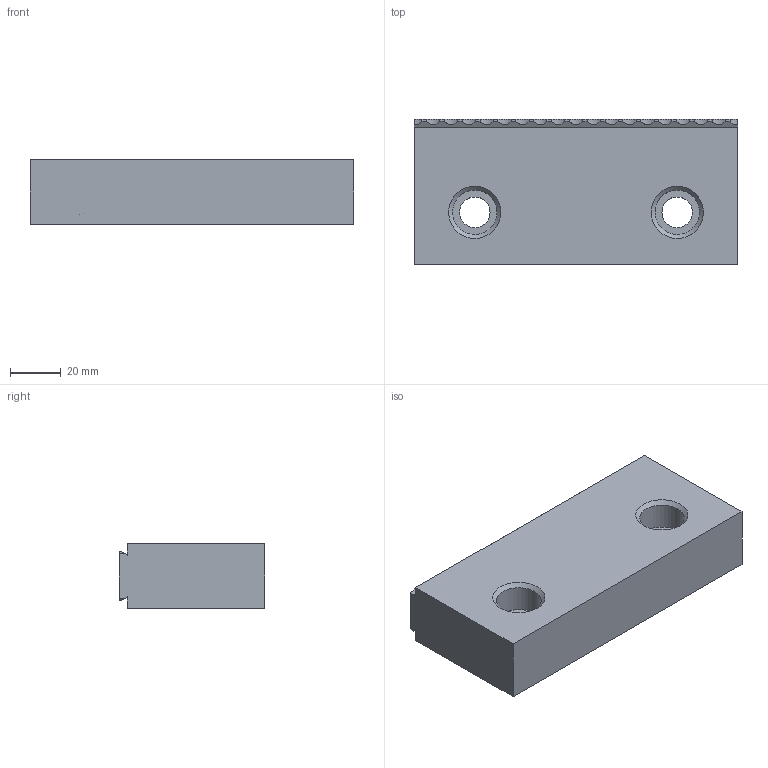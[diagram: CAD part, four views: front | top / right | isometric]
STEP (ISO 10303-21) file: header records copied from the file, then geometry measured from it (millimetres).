
FILE_DESCRIPTION(/* description */ ('','CAx-IF Rec.Pracs.---Representation and Presentation of Product Manufacturing Information (PMI)---4.0---2014-10-13'),/* implementation_level */ '2;1');
FILE_NAME(/* name */ '3ATT509L06.stp',/* time_stamp */ '2021-08-27T16:37:39+08:00',/* author */ ('AUTOWELL002'),/* organization */ (''),/* preprocessor_version */ 'ST-DEVELOPER v18',/* originating_system */ 'Autodesk Inventor 2020',/* authorisation */ '');
FILE_SCHEMA (('AP242_MANAGED_MODEL_BASED_3D_ENGINEERING_MIM_LF { 1 0 10303 442 1 1 4 }'));
Length unit declared in the file: millimetre
Products named in the file (1): 3ATT509L06
Bounding box: 127 x 57.15 x 25.4 mm (x, y, z)
Volume: 172266.1 mm3; surface area: 25883 mm2
Topology: 1 solids, 1 shells, 94 faces, 289 edges, 218 vertices
Faces by surface type: plane 48, cylinder 42, cone 4
Full cylindrical faces by diameter (mm): 12 x2, 17.5 x2
Entity records: 3346 total; most frequent: CARTESIAN_POINT 600, DIRECTION 578, ORIENTED_EDGE 540, EDGE_CURVE 270, AXIS2_PLACEMENT_3D 200, VERTEX_POINT 180, LINE 178, VECTOR 178
